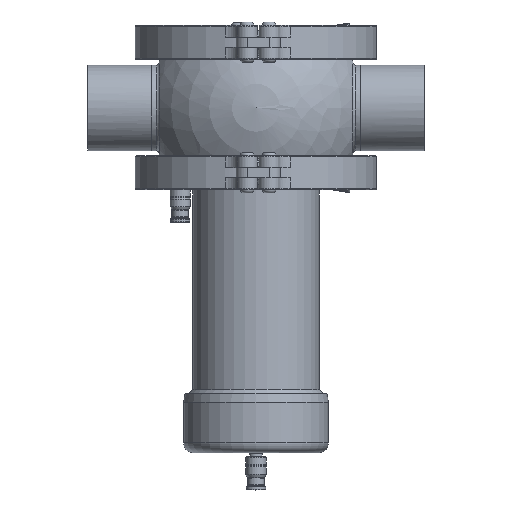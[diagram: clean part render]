
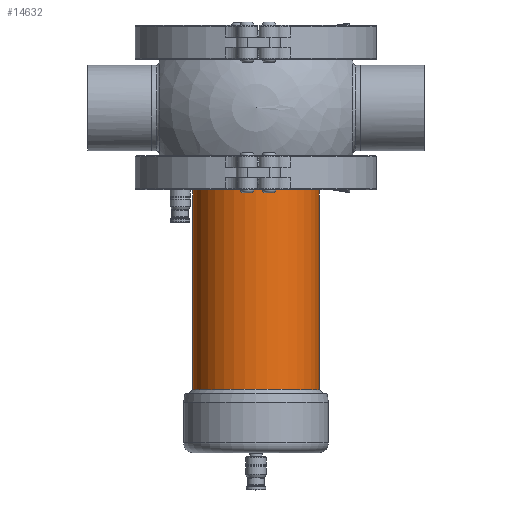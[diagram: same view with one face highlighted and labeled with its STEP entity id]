
A CAD part, top view. The second image highlights one B-rep face of the part: STEP entity #14632.
In plain terms, the highlighted cylindrical face has radius 37.5 mm (diameter 75 mm), a full revolution.
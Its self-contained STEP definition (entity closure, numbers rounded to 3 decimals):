
#997=FACE_OUTER_BOUND('',#1781,.T.);
#1781=EDGE_LOOP('',(#9529,#9530,#9531,#9532,#9533,#9534));
#2758=CIRCLE('',#15612,37.5);
#2759=CIRCLE('',#15613,37.5);
#2760=CIRCLE('',#15614,37.5);
#2761=CIRCLE('',#15615,37.5);
#3921=LINE('',#22726,#4623);
#4623=VECTOR('',#17977,37.5);
#5423=VERTEX_POINT('',#22721);
#5424=VERTEX_POINT('',#22722);
#5425=VERTEX_POINT('',#22725);
#5426=VERTEX_POINT('',#22727);
#7008=EDGE_CURVE('',#5423,#5424,#2758,.T.);
#7009=EDGE_CURVE('',#5424,#5423,#2759,.T.);
#7010=EDGE_CURVE('',#5424,#5425,#3921,.T.);
#7011=EDGE_CURVE('',#5426,#5425,#2760,.T.);
#7012=EDGE_CURVE('',#5425,#5426,#2761,.T.);
#9529=ORIENTED_EDGE('',*,*,#7008,.F.);
#9530=ORIENTED_EDGE('',*,*,#7009,.F.);
#9531=ORIENTED_EDGE('',*,*,#7010,.T.);
#9532=ORIENTED_EDGE('',*,*,#7011,.F.);
#9533=ORIENTED_EDGE('',*,*,#7012,.F.);
#9534=ORIENTED_EDGE('',*,*,#7010,.F.);
#13514=CYLINDRICAL_SURFACE('',#15611,37.5);
#14632=ADVANCED_FACE('',(#997),#13514,.T.);
#15611=AXIS2_PLACEMENT_3D('',#22720,#17971,#17972);
#15612=AXIS2_PLACEMENT_3D('',#22723,#17973,#17974);
#15613=AXIS2_PLACEMENT_3D('',#22724,#17975,#17976);
#15614=AXIS2_PLACEMENT_3D('',#22728,#17978,#17979);
#15615=AXIS2_PLACEMENT_3D('',#22729,#17980,#17981);
#17971=DIRECTION('center_axis',(0.,-1.,0.));
#17972=DIRECTION('ref_axis',(1.,0.,0.));
#17973=DIRECTION('center_axis',(0.,-1.,0.));
#17974=DIRECTION('ref_axis',(0.,0.,
1.));
#17975=DIRECTION('center_axis',(0.,-1.,0.));
#17976=DIRECTION('ref_axis',(0.,0.,
1.));
#17977=DIRECTION('',(0.,1.,0.));
#17978=DIRECTION('center_axis',(0.,1.,0.));
#17979=DIRECTION('ref_axis',(1.,0.,0.));
#17980=DIRECTION('center_axis',(0.,1.,0.));
#17981=DIRECTION('ref_axis',(1.,0.,0.));
#22720=CARTESIAN_POINT('Origin',(0.,-107.95,0.));
#22721=CARTESIAN_POINT('',(37.5,-167.2,0.));
#22722=CARTESIAN_POINT('',(-37.5,-167.2,0.));
#22723=CARTESIAN_POINT('Origin',(0.,-167.2,0.));
#22724=CARTESIAN_POINT('Origin',(0.,-167.2,0.));
#22725=CARTESIAN_POINT('',(-37.5,-48.7,0.));
#22726=CARTESIAN_POINT('',(-37.5,-107.95,0.));
#22727=CARTESIAN_POINT('',(37.5,-48.7,0.));
#22728=CARTESIAN_POINT('Origin',(0.,-48.7,0.));
#22729=CARTESIAN_POINT('Origin',(0.,-48.7,0.));
